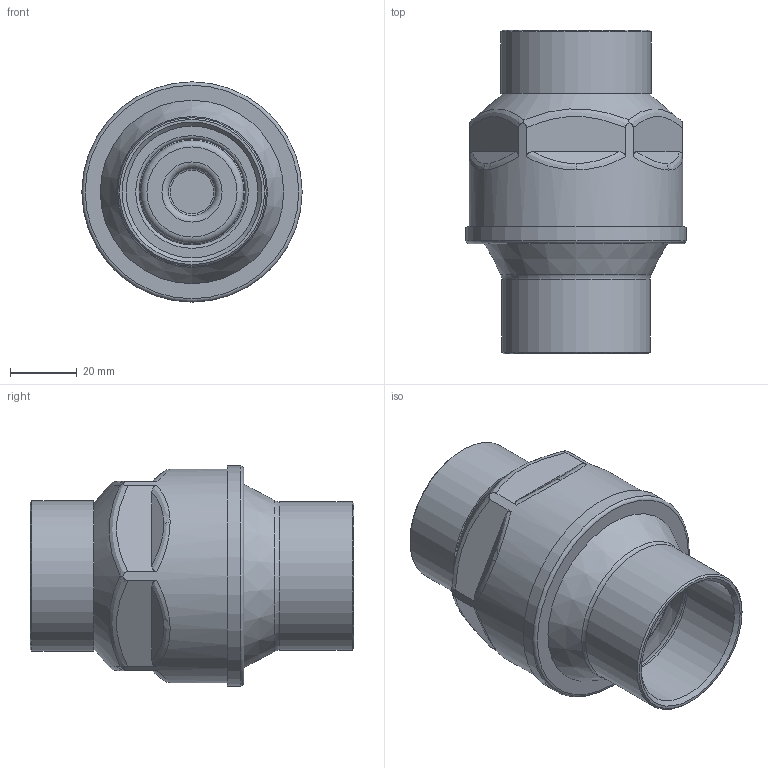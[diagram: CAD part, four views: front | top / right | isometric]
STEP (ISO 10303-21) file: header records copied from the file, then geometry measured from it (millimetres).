
FILE_DESCRIPTION(/* description */ ('Unknown','CAx-IF Rec.Pracs.---Representation and Presentation of Product Manufacturing Information (PMI)---4.0---2014-10-13','CAx-IF Rec.Pracs.---3D Tessellated Geometry---0.4---2014-09-14','2;1'),/* implementation_level */ '2;1');
FILE_NAME(/* name */ '9130-07',/* time_stamp */ '2023-10-24T09:47:28+02:00',/* author */ ('Unknown'),/* organization */ ('Unknown'),/* preprocessor_version */ 'ST-DEVELOPER v18.102',/* originating_system */ 'Solid Edge',/* authorisation */ 'Unknown');
FILE_SCHEMA (('AP242_MANAGED_MODEL_BASED_3D_ENGINEERING_MIM_LF { 1 0 10303 442 1 1 4 }'));
Length unit declared in the file: millimetre
Products named in the file (1): 9130-07
Bounding box: 66 x 97 x 66 mm (x, y, z)
Volume: 40823.3 mm3; surface area: 49787.7 mm2
Topology: 2 solids, 4 shells, 225 faces, 586 edges, 382 vertices
Faces by surface type: plane 81, cylinder 54, torus 37, bspline 37, cone 16
Full cylindrical faces by diameter (mm): 4 x1, 4.3 x1, 6.2 x1, 8 x1, 12 x1, 27 x1, 31 x1, 31.8 x1, 34.2 x1, 37.7 x1, 39.5 x2, 41.2 x1, 42.7 x1, 43 x1, 44.5 x2, 44.6 x1, 45 x1, 48.1 x1, 61.6 x1, 63.6 x1, 64 x1, 66 x1
Entity records: 10038 total; most frequent: CARTESIAN_POINT 5070, ORIENTED_EDGE 988, DIRECTION 954, EDGE_CURVE 494, AXIS2_PLACEMENT_3D 402, VERTEX_POINT 356, EDGE_LOOP 320, FACE_BOUND 320
